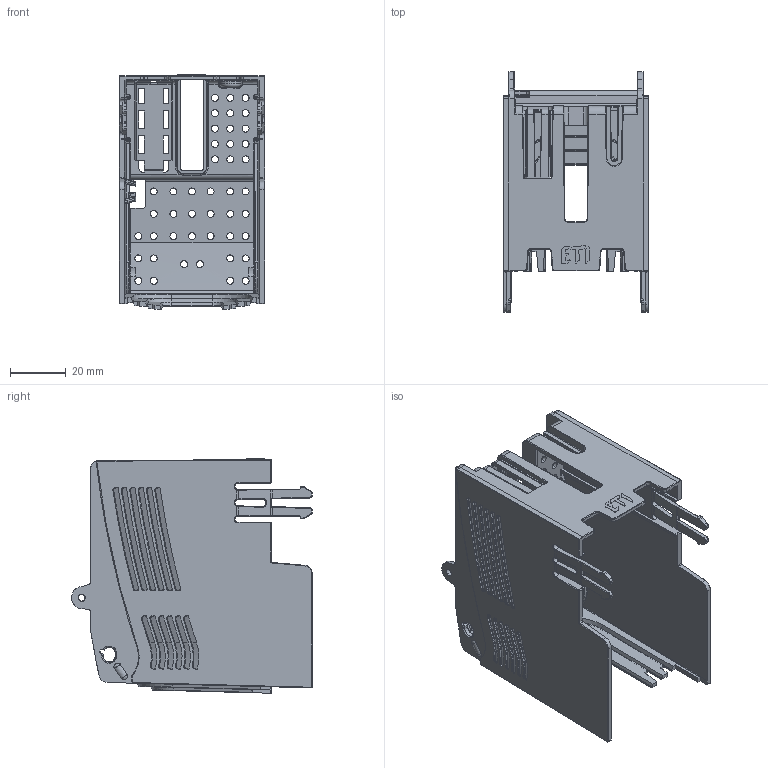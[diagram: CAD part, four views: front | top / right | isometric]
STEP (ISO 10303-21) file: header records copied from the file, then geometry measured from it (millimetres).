
FILE_DESCRIPTION((''),'2;1');
FILE_NAME('ASM010411_ASM','2021-11-15T',('marketing.praksa'),('Audax d.o.o.'),'CREO PARAMETRIC BY PTC INC, 2017480','CREO PARAMETRIC BY PTC INC, 2017480','');
FILE_SCHEMA(('AUTOMOTIVE_DESIGN { 1 0 10303 214 1 1 1 1 }'));
Products named in the file (3): PRT9565; PRT9566; ASM010411_ASM
Assembly tree (2 placements, depth 2):
  ASM010411_ASM
    PRT9565
    PRT9566
Bounding box: 52 x 86.2 x 83.97 mm (x, y, z)
Volume: 49.9 mm3; surface area: 43829.8 mm2
Topology: 3 solids, 5 shells, 1615 faces, 4410 edges, 2754 vertices
Faces by surface type: cylinder 589, plane 409, bspline 266, torus 179, cone 131, sphere 37, revolution 3, extrusion 1
Entity records: 94438 total; most frequent: CARTESIAN_POINT 30831, ORIENTED_EDGE 8702, DIRECTION 7345, PRESENTATION_STYLE_ASSIGNMENT 5978, STYLED_ITEM 5978, CURVE_STYLE 4359, EDGE_CURVE 4355, AXIS2_PLACEMENT_3D 2772
